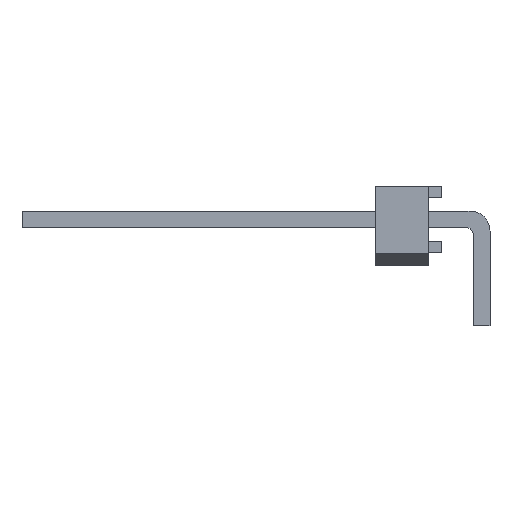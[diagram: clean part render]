
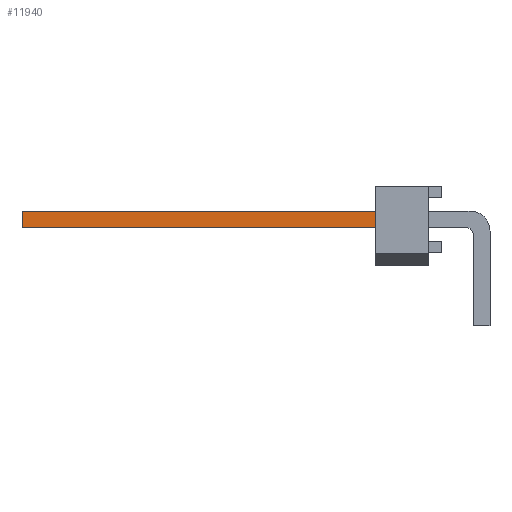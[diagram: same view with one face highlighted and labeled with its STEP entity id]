
A CAD part, left-side view. The second image highlights one B-rep face of the part: STEP entity #11940.
In plain terms, the highlighted face is planar.
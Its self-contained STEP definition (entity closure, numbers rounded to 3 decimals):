
#11419 = VERTEX_POINT('',#11420);
#11420 = CARTESIAN_POINT('',(9.208,17.526,-0.318));
#11426 = EDGE_CURVE('',#11427,#11419,#11429,.T.);
#11427 = VERTEX_POINT('',#11428);
#11428 = CARTESIAN_POINT('',(9.208,2.921,-0.318));
#11429 = LINE('',#11430,#11431);
#11430 = CARTESIAN_POINT('',(9.208,0.445,-0.318));
#11431 = VECTOR('',#11432,1.);
#11432 = DIRECTION('',(0.,1.,0.));
#11739 = VERTEX_POINT('',#11740);
#11740 = CARTESIAN_POINT('',(9.208,2.921,0.318));
#11746 = EDGE_CURVE('',#11747,#11739,#11749,.T.);
#11747 = VERTEX_POINT('',#11748);
#11748 = CARTESIAN_POINT('',(9.208,17.526,0.318));
#11749 = LINE('',#11750,#11751);
#11750 = CARTESIAN_POINT('',(9.208,17.526,0.318));
#11751 = VECTOR('',#11752,1.);
#11752 = DIRECTION('',(0.,-1.,0.));
#11929 = EDGE_CURVE('',#11419,#11747,#11930,.T.);
#11930 = LINE('',#11931,#11932);
#11931 = CARTESIAN_POINT('',(9.208,17.526,-0.318));
#11932 = VECTOR('',#11933,1.);
#11933 = DIRECTION('',(0.,0.,1.));
#11940 = ADVANCED_FACE('',(#11941),#11952,.T.);
#11941 = FACE_BOUND('',#11942,.T.);
#11942 = EDGE_LOOP('',(#11943,#11944,#11950,#11951));
#11943 = ORIENTED_EDGE('',*,*,#11746,.T.);
#11944 = ORIENTED_EDGE('',*,*,#11945,.T.);
#11945 = EDGE_CURVE('',#11739,#11427,#11946,.T.);
#11946 = LINE('',#11947,#11948);
#11947 = CARTESIAN_POINT('',(9.208,2.921,0.445));
#11948 = VECTOR('',#11949,1.);
#11949 = DIRECTION('',(0.,0.,-1.));
#11950 = ORIENTED_EDGE('',*,*,#11426,.T.);
#11951 = ORIENTED_EDGE('',*,*,#11929,.T.);
#11952 = PLANE('',#11953);
#11953 = AXIS2_PLACEMENT_3D('',#11954,#11955,#11956);
#11954 = CARTESIAN_POINT('',(9.208,0.445,0.445));
#11955 = DIRECTION('',(1.,0.,0.));
#11956 = DIRECTION('',(0.,0.,-1.));
